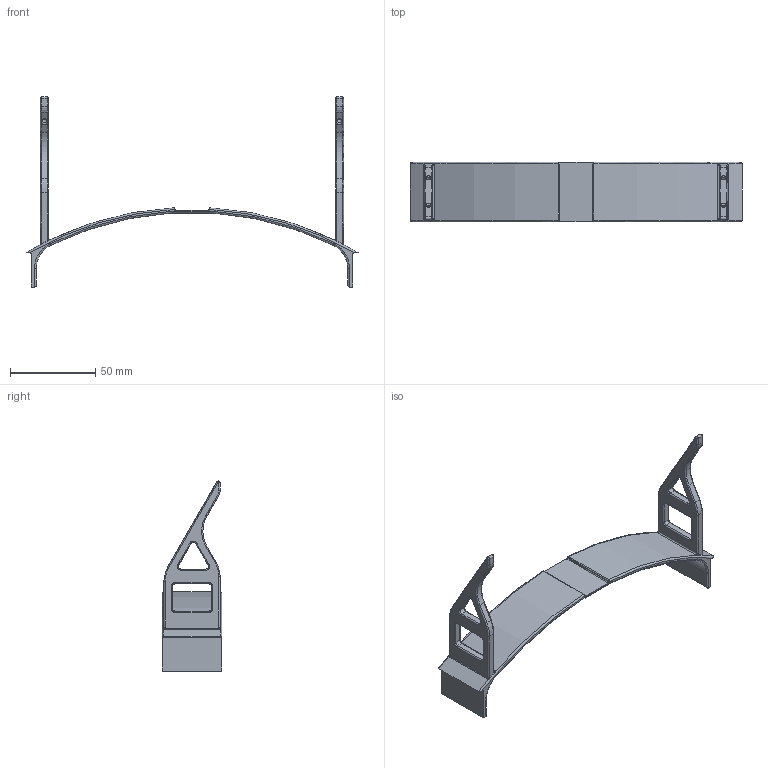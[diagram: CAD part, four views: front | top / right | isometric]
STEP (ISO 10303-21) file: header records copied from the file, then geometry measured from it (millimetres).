
FILE_DESCRIPTION(/* description */ ('','CAx-IF Rec.Pracs.---Representation and Presentation of Product Manufacturing Information (PMI)---4.0---2014-10-13'),/* implementation_level */ '2;1');
FILE_NAME(/* name */ 'Mid_Rib.step',/* time_stamp */ '2024-12-16T17:32:08+09:00',/* author */ (''),/* organization */ (''),/* preprocessor_version */ 'ST-DEVELOPER v20',/* originating_system */ 'Autodesk Translation Framework v13.20.0.188',/* authorisation */ '');
FILE_SCHEMA (('AP242_MANAGED_MODEL_BASED_3D_ENGINEERING_MIM_LF { 1 0 10303 442 1 1 4 }'));
Length unit declared in the file: millimetre
Products named in the file (1): Mid_Rib
Bounding box: 195 x 35 x 111.62 mm (x, y, z)
Volume: 35331.4 mm3; surface area: 24977 mm2
Topology: 1 solids, 1 shells, 244 faces, 602 edges, 354 vertices
Faces by surface type: cylinder 103, torus 64, plane 49, bspline 28
Full cylindrical faces by diameter (mm): 2.7 x4
Entity records: 8079 total; most frequent: CARTESIAN_POINT 2287, DIRECTION 1260, ORIENTED_EDGE 1204, EDGE_CURVE 602, AXIS2_PLACEMENT_3D 519, VERTEX_POINT 354, CIRCLE 298, EDGE_LOOP 254
